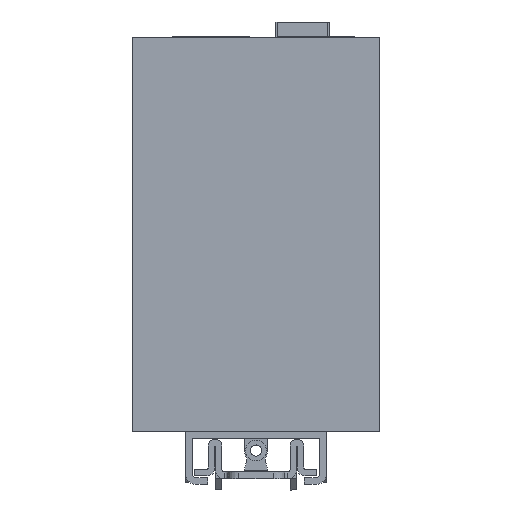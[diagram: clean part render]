
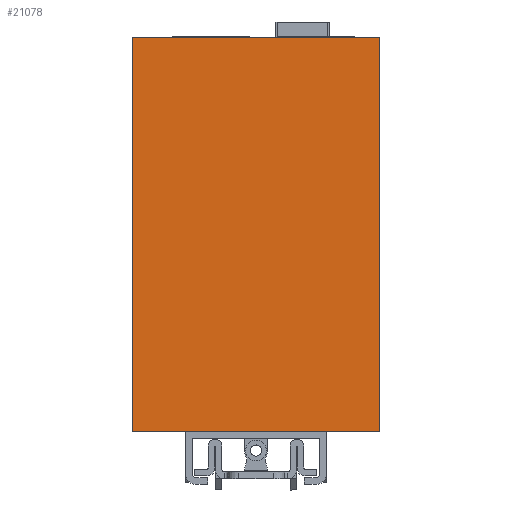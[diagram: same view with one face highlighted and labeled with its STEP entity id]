
A CAD part, front view. The second image highlights one B-rep face of the part: STEP entity #21078.
In plain terms, the highlighted planar face has unit normal (0, -1, 0).
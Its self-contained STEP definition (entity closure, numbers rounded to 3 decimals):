
#21058=AXIS2_PLACEMENT_3D('Plane Axis2P3D',#21055,#21056,#21057) ;
#20390=CARTESIAN_POINT('Vertex',(44.,4.,10.4)) ;
#20395=CARTESIAN_POINT('Line Origine',(22.,4.,10.4)) ;
#20399=CARTESIAN_POINT('Vertex',(0.,4.,10.4)) ;
#21039=CARTESIAN_POINT('Vertex',(44.,4.,80.4)) ;
#21042=CARTESIAN_POINT('Line Origine',(44.,4.,45.4)) ;
#21055=CARTESIAN_POINT('Axis2P3D Location',(44.,4.,10.4)) ;
#21060=CARTESIAN_POINT('Line Origine',(22.,4.,80.4)) ;
#21064=CARTESIAN_POINT('Vertex',(0.,4.,80.4)) ;
#21067=CARTESIAN_POINT('Line Origine',(0.,4.,45.4)) ;
#20396=DIRECTION('Vector Direction',(-1.,0.,0.)) ;
#21043=DIRECTION('Vector Direction',(0.,0.,1.)) ;
#21056=DIRECTION('Axis2P3D Direction',(0.,1.,0.)) ;
#21057=DIRECTION('Axis2P3D XDirection',(-1.,0.,0.)) ;
#21061=DIRECTION('Vector Direction',(-1.,0.,0.)) ;
#21068=DIRECTION('Vector Direction',(0.,0.,1.)) ;
#20397=VECTOR('Line Direction',#20396,1.) ;
#21044=VECTOR('Line Direction',#21043,1.) ;
#21062=VECTOR('Line Direction',#21061,1.) ;
#21069=VECTOR('Line Direction',#21068,1.) ;
#21073=ORIENTED_EDGE('',*,*,#21066,.T.) ;
#21074=ORIENTED_EDGE('',*,*,#21071,.F.) ;
#21075=ORIENTED_EDGE('',*,*,#20401,.F.) ;
#21076=ORIENTED_EDGE('',*,*,#21046,.T.) ;
#21078=ADVANCED_FACE('SWITCH',(#21077),#21059,.F.) ;
#20401=EDGE_CURVE('',#20391,#20400,#20398,.T.) ;
#21046=EDGE_CURVE('',#20391,#21040,#21045,.T.) ;
#21066=EDGE_CURVE('',#21040,#21065,#21063,.T.) ;
#21071=EDGE_CURVE('',#20400,#21065,#21070,.T.) ;
#21072=EDGE_LOOP('',(#21073,#21074,#21075,#21076)) ;
#21077=FACE_OUTER_BOUND('',#21072,.T.) ;
#20398=LINE('Line',#20395,#20397) ;
#21045=LINE('Line',#21042,#21044) ;
#21063=LINE('Line',#21060,#21062) ;
#21070=LINE('Line',#21067,#21069) ;
#21059=PLANE('',#21058) ;
#20391=VERTEX_POINT('',#20390) ;
#20400=VERTEX_POINT('',#20399) ;
#21040=VERTEX_POINT('',#21039) ;
#21065=VERTEX_POINT('',#21064) ;
